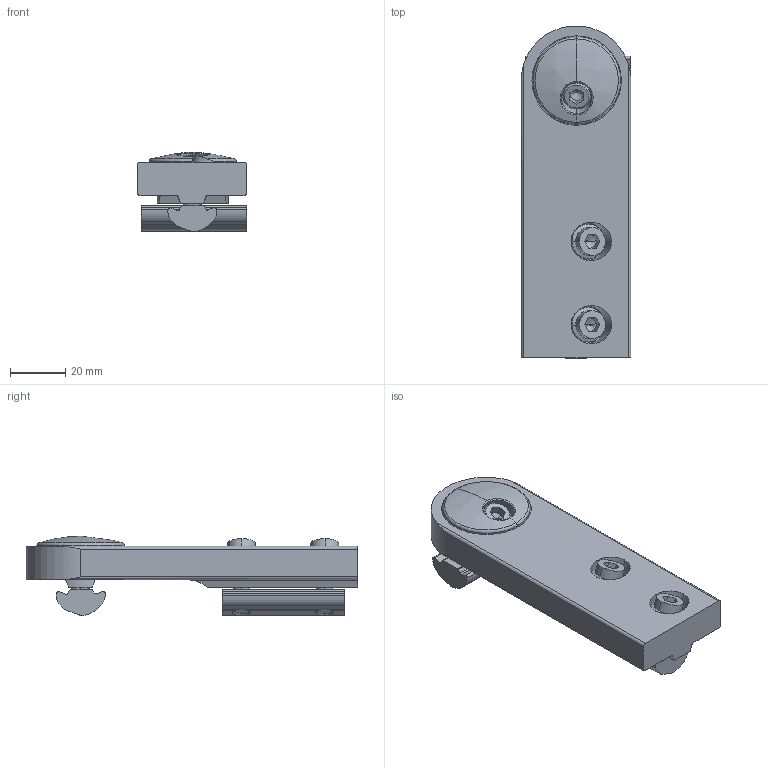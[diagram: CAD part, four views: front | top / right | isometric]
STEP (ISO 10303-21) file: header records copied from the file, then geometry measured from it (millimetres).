
FILE_DESCRIPTION (( 'STEP AP214' ), '1' );
FILE_NAME ('40mm Adjustable Angle Plate Kit - Right.STEP', '2024-11-04T15:47:00', ( '' ), ( '' ), 'SwSTEP 2.0', 'SolidWorks 2020', '' );
FILE_SCHEMA (( 'AUTOMOTIVE_DESIGN' ));
Length unit declared in the file: millimetre
Products named in the file (3): 40mm Adjustable Angle Plate Kit - Right; 27mm Angle Rivet Kit_Standard; 40mm Adjustable Angle Plate - Right_Standard
Assembly tree (2 placements, depth 2):
  40mm Adjustable Angle Plate Kit - Right
    40mm Adjustable Angle Plate - Right_Standard
    27mm Angle Rivet Kit_Standard
Bounding box: 39.5 x 119.68 x 28.65 mm (x, y, z)
Volume: 67611.7 mm3; surface area: 23700.9 mm2
Topology: 7 solids, 7 shells, 236 faces, 580 edges, 362 vertices
Faces by surface type: cylinder 91, plane 74, cone 42, torus 22, sphere 4, bspline 3
Entity records: 11770 total; most frequent: CARTESIAN_POINT 3461, DIRECTION 1197, ORIENTED_EDGE 1148, EDGE_CURVE 574, AXIS2_PLACEMENT_3D 465, VERTEX_POINT 362, LINE 267, VECTOR 267
